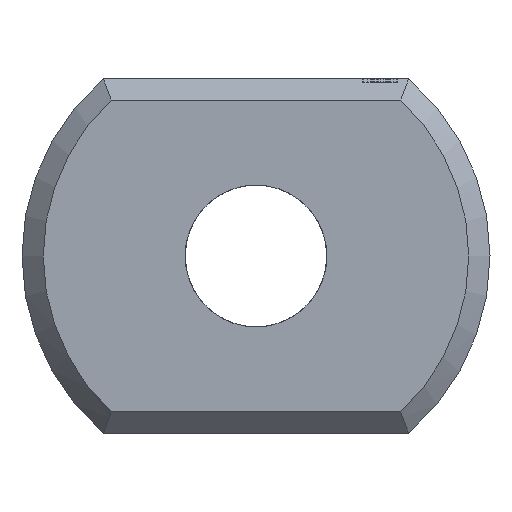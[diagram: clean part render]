
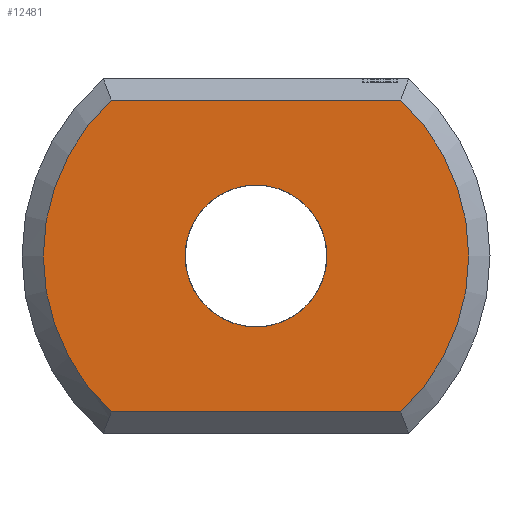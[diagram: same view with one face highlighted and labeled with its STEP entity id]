
A CAD part, left-side view. The second image highlights one B-rep face of the part: STEP entity #12481.
In plain terms, the highlighted planar face has unit normal (-1, 0, 0).
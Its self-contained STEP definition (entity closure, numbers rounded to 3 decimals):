
#298 = PLANE('',#299);
#299 = AXIS2_PLACEMENT_3D('',#300,#301,#302);
#300 = CARTESIAN_POINT('',(0.15,-2.154,-2.35));
#301 = DIRECTION('',(-0.707,0.,-0.707));
#302 = DIRECTION('',(0.,-1.,0.));
#725 = CONICAL_SURFACE('',#726,3.3,0.785);
#726 = AXIS2_PLACEMENT_3D('',#727,#728,#729);
#727 = CARTESIAN_POINT('',(0.3,0.,0.));
#728 = DIRECTION('',(1.,0.,0.));
#729 = DIRECTION('',(0.,0.653,-0.758));
#872 = CONICAL_SURFACE('',#873,3.3,0.785);
#873 = AXIS2_PLACEMENT_3D('',#874,#875,#876);
#874 = CARTESIAN_POINT('',(0.3,0.,0.));
#875 = DIRECTION('',(1.,0.,0.));
#876 = DIRECTION('',(0.,-0.653,0.758));
#909 = VERTEX_POINT('',#910);
#910 = CARTESIAN_POINT('',(0.,-2.04,-2.2));
#937 = VERTEX_POINT('',#938);
#938 = CARTESIAN_POINT('',(0.,2.04,-2.2));
#963 = EDGE_CURVE('',#909,#937,#964,.T.);
#964 = SURFACE_CURVE('',#965,(#969,#976),.PCURVE_S1.);
#965 = LINE('',#966,#967);
#966 = CARTESIAN_POINT('',(0.,-2.154,-2.2));
#967 = VECTOR('',#968,1.);
#968 = DIRECTION('',(0.,1.,0.));
#969 = PCURVE('',#298,#970);
#970 = DEFINITIONAL_REPRESENTATION('',(#971),#975);
#971 = LINE('',#972,#973);
#972 = CARTESIAN_POINT('',(0.,0.212));
#973 = VECTOR('',#974,1.);
#974 = DIRECTION('',(-1.,0.));
#975 = ( GEOMETRIC_REPRESENTATION_CONTEXT(2) 
PARAMETRIC_REPRESENTATION_CONTEXT() REPRESENTATION_CONTEXT('2D SPACE',''
  ) );
#976 = PCURVE('',#977,#982);
#977 = PLANE('',#978);
#978 = AXIS2_PLACEMENT_3D('',#979,#980,#981);
#979 = CARTESIAN_POINT('',(0.,0.,
    0.));
#980 = DIRECTION('',(1.,0.,0.));
#981 = DIRECTION('',(0.,0.,1.));
#982 = DEFINITIONAL_REPRESENTATION('',(#983),#987);
#983 = LINE('',#984,#985);
#984 = CARTESIAN_POINT('',(-2.2,2.154));
#985 = VECTOR('',#986,1.);
#986 = DIRECTION('',(0.,-1.));
#987 = ( GEOMETRIC_REPRESENTATION_CONTEXT(2) 
PARAMETRIC_REPRESENTATION_CONTEXT() REPRESENTATION_CONTEXT('2D SPACE',''
  ) );
#1763 = PLANE('',#1764);
#1764 = AXIS2_PLACEMENT_3D('',#1765,#1766,#1767);
#1765 = CARTESIAN_POINT('',(0.15,-2.154,2.35));
#1766 = DIRECTION('',(0.707,0.,-0.707
    ));
#1767 = DIRECTION('',(0.,-1.,0.));
#12268 = VERTEX_POINT('',#12269);
#12269 = CARTESIAN_POINT('',(0.,2.04,2.2));
#12294 = EDGE_CURVE('',#937,#12268,#12295,.T.);
#12295 = SURFACE_CURVE('',#12296,(#12301,#12308),.PCURVE_S1.);
#12296 = CIRCLE('',#12297,3.);
#12297 = AXIS2_PLACEMENT_3D('',#12298,#12299,#12300);
#12298 = CARTESIAN_POINT('',(0.,0.,
    0.));
#12299 = DIRECTION('',(1.,0.,0.));
#12300 = DIRECTION('',(0.,0.653,-0.758)
  );
#12301 = PCURVE('',#725,#12302);
#12302 = DEFINITIONAL_REPRESENTATION('',(#12303),#12307);
#12303 = LINE('',#12304,#12305);
#12304 = CARTESIAN_POINT('',(0.,-0.3));
#12305 = VECTOR('',#12306,1.);
#12306 = DIRECTION('',(1.,-0.));
#12307 = ( GEOMETRIC_REPRESENTATION_CONTEXT(2) 
PARAMETRIC_REPRESENTATION_CONTEXT() REPRESENTATION_CONTEXT('2D SPACE',''
  ) );
#12308 = PCURVE('',#977,#12309);
#12309 = DEFINITIONAL_REPRESENTATION('',(#12310),#12314);
#12310 = CIRCLE('',#12311,3.);
#12311 = AXIS2_PLACEMENT_2D('',#12312,#12313);
#12312 = CARTESIAN_POINT('',(0.,0.));
#12313 = DIRECTION('',(-0.758,-0.653));
#12314 = ( GEOMETRIC_REPRESENTATION_CONTEXT(2) 
PARAMETRIC_REPRESENTATION_CONTEXT() REPRESENTATION_CONTEXT('2D SPACE',''
  ) );
#12432 = VERTEX_POINT('',#12433);
#12433 = CARTESIAN_POINT('',(0.,-2.04,2.2));
#12460 = EDGE_CURVE('',#12432,#909,#12461,.T.);
#12461 = SURFACE_CURVE('',#12462,(#12467,#12474),.PCURVE_S1.);
#12462 = CIRCLE('',#12463,3.);
#12463 = AXIS2_PLACEMENT_3D('',#12464,#12465,#12466);
#12464 = CARTESIAN_POINT('',(0.,0.,
    0.));
#12465 = DIRECTION('',(1.,0.,0.));
#12466 = DIRECTION('',(0.,-0.653,0.758)
  );
#12467 = PCURVE('',#872,#12468);
#12468 = DEFINITIONAL_REPRESENTATION('',(#12469),#12473);
#12469 = LINE('',#12470,#12471);
#12470 = CARTESIAN_POINT('',(0.,-0.3));
#12471 = VECTOR('',#12472,1.);
#12472 = DIRECTION('',(1.,-0.));
#12473 = ( GEOMETRIC_REPRESENTATION_CONTEXT(2) 
PARAMETRIC_REPRESENTATION_CONTEXT() REPRESENTATION_CONTEXT('2D SPACE',''
  ) );
#12474 = PCURVE('',#977,#12475);
#12475 = DEFINITIONAL_REPRESENTATION('',(#12476),#12480);
#12476 = CIRCLE('',#12477,3.);
#12477 = AXIS2_PLACEMENT_2D('',#12478,#12479);
#12478 = CARTESIAN_POINT('',(0.,0.));
#12479 = DIRECTION('',(0.758,0.653));
#12480 = ( GEOMETRIC_REPRESENTATION_CONTEXT(2) 
PARAMETRIC_REPRESENTATION_CONTEXT() REPRESENTATION_CONTEXT('2D SPACE',''
  ) );
#12481 = ADVANCED_FACE('',(#12482,#12508),#977,.F.);
#12482 = FACE_BOUND('',#12483,.F.);
#12483 = EDGE_LOOP('',(#12484,#12485,#12506,#12507));
#12484 = ORIENTED_EDGE('',*,*,#12294,.T.);
#12485 = ORIENTED_EDGE('',*,*,#12486,.F.);
#12486 = EDGE_CURVE('',#12432,#12268,#12487,.T.);
#12487 = SURFACE_CURVE('',#12488,(#12492,#12499),.PCURVE_S1.);
#12488 = LINE('',#12489,#12490);
#12489 = CARTESIAN_POINT('',(0.,-2.154,2.2));
#12490 = VECTOR('',#12491,1.);
#12491 = DIRECTION('',(0.,1.,0.));
#12492 = PCURVE('',#977,#12493);
#12493 = DEFINITIONAL_REPRESENTATION('',(#12494),#12498);
#12494 = LINE('',#12495,#12496);
#12495 = CARTESIAN_POINT('',(2.2,2.154));
#12496 = VECTOR('',#12497,1.);
#12497 = DIRECTION('',(0.,-1.));
#12498 = ( GEOMETRIC_REPRESENTATION_CONTEXT(2) 
PARAMETRIC_REPRESENTATION_CONTEXT() REPRESENTATION_CONTEXT('2D SPACE',''
  ) );
#12499 = PCURVE('',#1763,#12500);
#12500 = DEFINITIONAL_REPRESENTATION('',(#12501),#12505);
#12501 = LINE('',#12502,#12503);
#12502 = CARTESIAN_POINT('',(0.,0.212));
#12503 = VECTOR('',#12504,1.);
#12504 = DIRECTION('',(-1.,0.));
#12505 = ( GEOMETRIC_REPRESENTATION_CONTEXT(2) 
PARAMETRIC_REPRESENTATION_CONTEXT() REPRESENTATION_CONTEXT('2D SPACE',''
  ) );
#12506 = ORIENTED_EDGE('',*,*,#12460,.T.);
#12507 = ORIENTED_EDGE('',*,*,#963,.T.);
#12508 = FACE_BOUND('',#12509,.T.);
#12509 = EDGE_LOOP('',(#12510));
#12510 = ORIENTED_EDGE('',*,*,#12511,.T.);
#12511 = EDGE_CURVE('',#12512,#12512,#12514,.T.);
#12512 = VERTEX_POINT('',#12513);
#12513 = CARTESIAN_POINT('',(0.,1.,0.));
#12514 = SURFACE_CURVE('',#12515,(#12520,#12527),.PCURVE_S1.);
#12515 = CIRCLE('',#12516,1.);
#12516 = AXIS2_PLACEMENT_3D('',#12517,#12518,#12519);
#12517 = CARTESIAN_POINT('',(0.,0.,0.));
#12518 = DIRECTION('',(1.,0.,0.));
#12519 = DIRECTION('',(0.,1.,0.));
#12520 = PCURVE('',#977,#12521);
#12521 = DEFINITIONAL_REPRESENTATION('',(#12522),#12526);
#12522 = CIRCLE('',#12523,1.);
#12523 = AXIS2_PLACEMENT_2D('',#12524,#12525);
#12524 = CARTESIAN_POINT('',(0.,0.));
#12525 = DIRECTION('',(0.,-1.));
#12526 = ( GEOMETRIC_REPRESENTATION_CONTEXT(2) 
PARAMETRIC_REPRESENTATION_CONTEXT() REPRESENTATION_CONTEXT('2D SPACE',''
  ) );
#12527 = PCURVE('',#12528,#12533);
#12528 = CYLINDRICAL_SURFACE('',#12529,1.);
#12529 = AXIS2_PLACEMENT_3D('',#12530,#12531,#12532);
#12530 = CARTESIAN_POINT('',(0.,0.,0.));
#12531 = DIRECTION('',(-1.,0.,0.));
#12532 = DIRECTION('',(0.,1.,0.));
#12533 = DEFINITIONAL_REPRESENTATION('',(#12534),#12538);
#12534 = LINE('',#12535,#12536);
#12535 = CARTESIAN_POINT('',(-0.,0.));
#12536 = VECTOR('',#12537,1.);
#12537 = DIRECTION('',(-1.,0.));
#12538 = ( GEOMETRIC_REPRESENTATION_CONTEXT(2) 
PARAMETRIC_REPRESENTATION_CONTEXT() REPRESENTATION_CONTEXT('2D SPACE',''
  ) );
